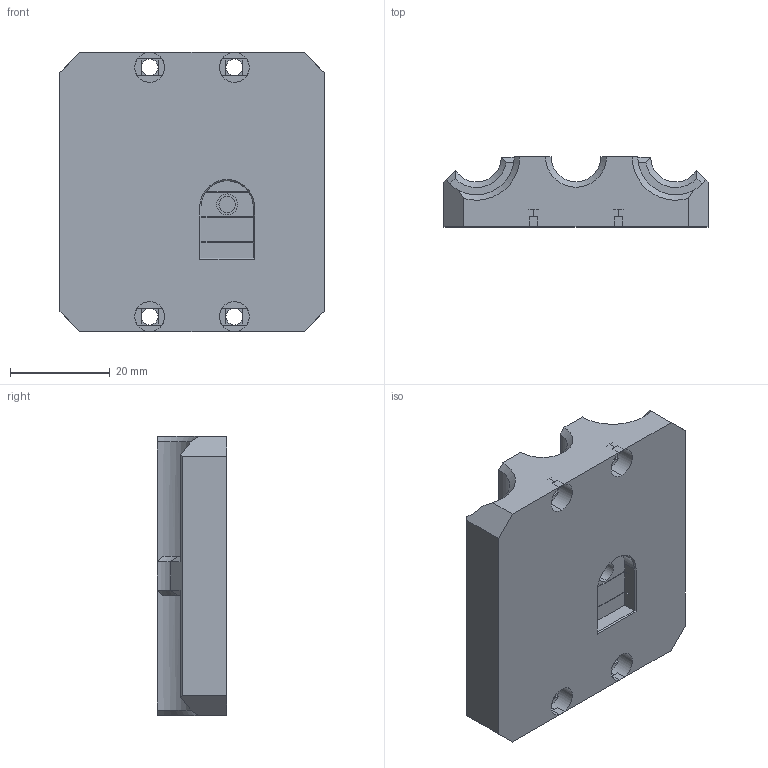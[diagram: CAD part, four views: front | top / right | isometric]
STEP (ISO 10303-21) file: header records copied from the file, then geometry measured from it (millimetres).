
FILE_DESCRIPTION (( 'STEP AP214' ), '1' );
FILE_NAME ('Motor_clamp.STEP', '2024-12-08T11:51:26', ( '' ), ( '' ), 'SwSTEP 2.0', 'SolidWorks 2024', '' );
FILE_SCHEMA (( 'AUTOMOTIVE_DESIGN' ));
Length unit declared in the file: millimetre
Products named in the file (1): Motor_clamp
Bounding box: 53 x 14 x 56 mm (x, y, z)
Volume: 28028.8 mm3; surface area: 12399 mm2
Topology: 1 solids, 3 shells, 204 faces, 549 edges, 354 vertices
Faces by surface type: plane 144, cylinder 46, cone 13, bspline 1
Entity records: 8649 total; most frequent: CARTESIAN_POINT 1201, ORIENTED_EDGE 1098, DIRECTION 1070, EDGE_CURVE 549, LINE 376, VECTOR 376, VERTEX_POINT 354, AXIS2_PLACEMENT_3D 347
